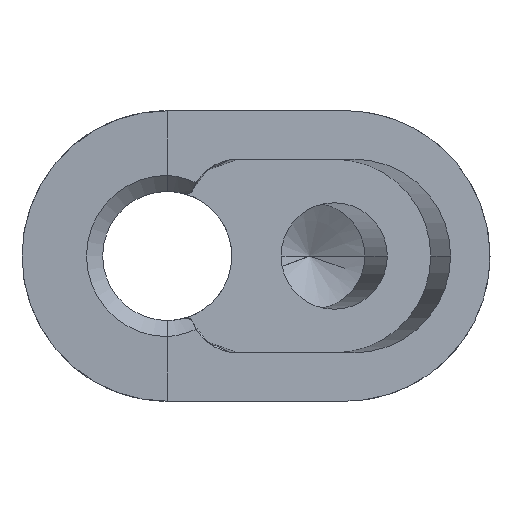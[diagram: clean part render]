
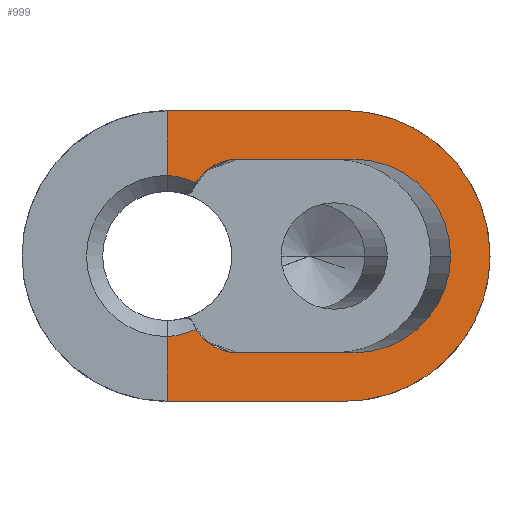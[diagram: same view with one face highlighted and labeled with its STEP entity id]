
A CAD part, left-side view. The second image highlights one B-rep face of the part: STEP entity #999.
In plain terms, the highlighted planar face has unit normal (-0.998, -0.07, 0).
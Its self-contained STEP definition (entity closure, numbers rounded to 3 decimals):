
#6 = VECTOR ( 'NONE', #589, 1000. ) ;
#23 = ORIENTED_EDGE ( 'NONE', *, *, #1131, .F. ) ;
#61 = VECTOR ( 'NONE', #171, 1000. ) ;
#73 = ORIENTED_EDGE ( 'NONE', *, *, #429, .T. ) ;
#99 = AXIS2_PLACEMENT_3D ( 'NONE', #703, #1489, #579 ) ;
#105 = CARTESIAN_POINT ( 'NONE',  ( 0.063, -0.894, -2.268 ) ) ;
#126 = B_SPLINE_CURVE_WITH_KNOTS ( 'NONE', 3,
 ( #1452, #528, #1526, #664, #782, #1010 ),
 .UNSPECIFIED., .F., .F.,
 ( 4, 2, 4 ),
 ( 0., 0.001, 0.002 ),
 .UNSPECIFIED. ) ;
#127 = CARTESIAN_POINT ( 'NONE',  ( 0.085, -1.216, -2.676 ) ) ;
#171 = DIRECTION ( 'NONE',  ( 0., 0., 1. ) ) ;
#173 = EDGE_CURVE ( 'NONE', #1288, #988, #126, .T. ) ;
#207 = CARTESIAN_POINT ( 'NONE',  ( 0.195, -2.793, 3. ) ) ;
#241 = VERTEX_POINT ( 'NONE', #1061 ) ;
#249 = DIRECTION ( 'NONE',  ( -0.998, -0.07, 0. ) ) ;
#261 = CARTESIAN_POINT ( 'NONE',  ( 0.063, -0.894, -2.268 ) ) ;
#265 = CARTESIAN_POINT ( 'NONE',  ( 0., 0., 4.5 ) ) ;
#266 = LINE ( 'NONE', #373, #1559 ) ;
#287 = EDGE_CURVE ( 'NONE', #648, #535, #583, .T. ) ;
#313 = DIRECTION ( 'NONE',  ( 0.07, -0.998, 0. ) ) ;
#353 = DIRECTION ( 'NONE',  ( 0., 0., 1. ) ) ;
#364 = VERTEX_POINT ( 'NONE', #619 ) ;
#373 = CARTESIAN_POINT ( 'NONE',  ( 0.195, -2.793, -3. ) ) ;
#384 = CARTESIAN_POINT ( 'NONE',  ( 0.063, -0.894, -2.268 ) ) ;
#400 = LINE ( 'NONE', #571, #61 ) ;
#403 = CARTESIAN_POINT ( 'NONE',  ( 0., 0., 0. ) ) ;
#411 = CARTESIAN_POINT ( 'NONE',  ( 0.385, -5.5, 4.5 ) ) ;
#413 = VERTEX_POINT ( 'NONE', #265 ) ;
#415 = VECTOR ( 'NONE', #1398, 1000. ) ;
#424 = FACE_OUTER_BOUND ( 'NONE', #1368, .T. ) ;
#426 = CARTESIAN_POINT ( 'NONE',  ( 0., 0., 2.5 ) ) ;
#429 = EDGE_CURVE ( 'NONE', #241, #413, #1334, .T. ) ;
#527 = CIRCLE ( 'NONE', #99, 3. ) ;
#528 = CARTESIAN_POINT ( 'NONE',  ( 0.134, -1.921, 3. ) ) ;
#532 = CARTESIAN_POINT ( 'NONE',  ( 0.112, -1.6, 4.5 ) ) ;
#535 = VERTEX_POINT ( 'NONE', #1468 ) ;
#536 = B_SPLINE_CURVE_WITH_KNOTS ( 'NONE', 3,
 ( #261, #1164, #127, #902, #1669, #1548 ),
 .UNSPECIFIED., .F., .F.,
 ( 4, 2, 4 ),
 ( 0., 0.001, 0.002 ),
 .UNSPECIFIED. ) ;
#556 = CARTESIAN_POINT ( 'NONE',  ( 0.043, -0.612, 2.4 ) ) ;
#571 = CARTESIAN_POINT ( 'NONE',  ( 0., 0., 0. ) ) ;
#579 = DIRECTION ( 'NONE',  ( 0.07, -0.998, 0. ) ) ;
#583 = LINE ( 'NONE', #1470, #1154 ) ;
#589 = DIRECTION ( 'NONE',  ( -0.07, 0.998, 0. ) ) ;
#596 = ORIENTED_EDGE ( 'NONE', *, *, #1647, .F. ) ;
#619 = CARTESIAN_POINT ( 'NONE',  ( 0.152, -2.179, -3. ) ) ;
#628 = CARTESIAN_POINT ( 'NONE',  ( 0.063, -0.894, 2.268 ) ) ;
#638 = CIRCLE ( 'NONE', #733, 3. ) ;
#648 = VERTEX_POINT ( 'NONE', #1222 ) ;
#649 = LINE ( 'NONE', #207, #6 ) ;
#662 = EDGE_CURVE ( 'NONE', #1432, #1417, #1032, .T. ) ;
#663 = CARTESIAN_POINT ( 'NONE',  ( 0.405, -5.786, 3. ) ) ;
#664 = CARTESIAN_POINT ( 'NONE',  ( 0.085, -1.216, 2.676 ) ) ;
#677 = CARTESIAN_POINT ( 'NONE',  ( 0.063, -0.894, 2.268 ) ) ;
#703 = CARTESIAN_POINT ( 'NONE',  ( 0.405, -5.786, 0. ) ) ;
#716 = DIRECTION ( 'NONE',  ( 0.07, -0.998, 0. ) ) ;
#721 = EDGE_CURVE ( 'NONE', #843, #413, #1428, .T. ) ;
#733 = AXIS2_PLACEMENT_3D ( 'NONE', #855, #1625, #716 ) ;
#776 = VECTOR ( 'NONE', #353, 1000. ) ;
#779 = CARTESIAN_POINT ( 'NONE',  ( 0., 0., 0. ) ) ;
#782 = CARTESIAN_POINT ( 'NONE',  ( 0.072, -1.026, 2.49 ) ) ;
#788 = CARTESIAN_POINT ( 'NONE',  ( 0., 0., 2.5 ) ) ;
#800 = ORIENTED_EDGE ( 'NONE', *, *, #173, .F. ) ;
#804 = CARTESIAN_POINT ( 'NONE',  ( 0.385, -5.5, -4.5 ) ) ;
#813 = EDGE_CURVE ( 'NONE', #1525, #1288, #649, .T. ) ;
#824 = DIRECTION ( 'NONE',  ( 0.07, -0.998, 0. ) ) ;
#843 = VERTEX_POINT ( 'NONE', #788 ) ;
#855 = CARTESIAN_POINT ( 'NONE',  ( 0.405, -5.786, 0. ) ) ;
#878 = CARTESIAN_POINT ( 'NONE',  ( 0.022, -0.311, -2.478 ) ) ;
#902 = CARTESIAN_POINT ( 'NONE',  ( 0.116, -1.665, -2.932 ) ) ;
#911 =( BOUNDED_CURVE ( )  B_SPLINE_CURVE ( 3, ( #804, #1448, #1322, #411 ),
 .UNSPECIFIED., .F., .T. ) 
 B_SPLINE_CURVE_WITH_KNOTS ( ( 4, 4 ),
 ( 1.571, 4.712 ),
 .UNSPECIFIED. ) 
 CURVE ( )  GEOMETRIC_REPRESENTATION_ITEM ( )  RATIONAL_B_SPLINE_CURVE ( ( 1., 0.333, 0.333, 1. ) ) 
 REPRESENTATION_ITEM ( '' )  );
#915 = CARTESIAN_POINT ( 'NONE',  ( 0.043, -0.612, -2.4 ) ) ;
#918 = PLANE ( 'NONE',  #1091 ) ;
#934 = ORIENTED_EDGE ( 'NONE', *, *, #287, .T. ) ;
#988 = VERTEX_POINT ( 'NONE', #628 ) ;
#999 = ADVANCED_FACE ( 'NONE', ( #424 ), #918, .T. ) ;
#1010 = CARTESIAN_POINT ( 'NONE',  ( 0.063, -0.894, 2.268 ) ) ;
#1032 =( BOUNDED_CURVE ( )  B_SPLINE_CURVE ( 3, ( #1602, #878, #915, #105 ),
 .UNSPECIFIED., .F., .F. ) 
 B_SPLINE_CURVE_WITH_KNOTS ( ( 4, 4 ),
 ( 1.641, 2.011 ),
 .UNSPECIFIED. ) 
 CURVE ( )  GEOMETRIC_REPRESENTATION_ITEM ( )  RATIONAL_B_SPLINE_CURVE ( ( 1., 0.989, 0.989, 1. ) ) 
 REPRESENTATION_ITEM ( '' )  );
#1039 = CARTESIAN_POINT ( 'NONE',  ( 0.614, -8.779, 0. ) ) ;
#1061 = CARTESIAN_POINT ( 'NONE',  ( 0.385, -5.5, 4.5 ) ) ;
#1091 = AXIS2_PLACEMENT_3D ( 'NONE', #779, #249, #313 ) ;
#1131 = EDGE_CURVE ( 'NONE', #364, #1628, #266, .T. ) ;
#1154 = VECTOR ( 'NONE', #1212, 1000. ) ;
#1164 = CARTESIAN_POINT ( 'NONE',  ( 0.072, -1.026, -2.49 ) ) ;
#1167 = EDGE_CURVE ( 'NONE', #1426, #1525, #527, .T. ) ;
#1212 = DIRECTION ( 'NONE',  ( 0.07, -0.998, 0. ) ) ;
#1214 =( BOUNDED_CURVE ( )  B_SPLINE_CURVE ( 3, ( #677, #556, #1335, #426 ),
 .UNSPECIFIED., .F., .F. ) 
 B_SPLINE_CURVE_WITH_KNOTS ( ( 4, 4 ),
 ( 4.273, 4.642 ),
 .UNSPECIFIED. ) 
 CURVE ( )  GEOMETRIC_REPRESENTATION_ITEM ( )  RATIONAL_B_SPLINE_CURVE ( ( 1., 0.989, 0.989, 1. ) ) 
 REPRESENTATION_ITEM ( '' )  );
#1222 = CARTESIAN_POINT ( 'NONE',  ( 0., 0., -4.5 ) ) ;
#1256 = EDGE_CURVE ( 'NONE', #648, #1432, #400, .T. ) ;
#1261 = EDGE_CURVE ( 'NONE', #988, #843, #1214, .T. ) ;
#1288 = VERTEX_POINT ( 'NONE', #1326 ) ;
#1290 = CARTESIAN_POINT ( 'NONE',  ( 0., 0., -2.5 ) ) ;
#1303 = EDGE_CURVE ( 'NONE', #535, #241, #911, .T. ) ;
#1322 = CARTESIAN_POINT ( 'NONE',  ( 1.014, -14.5, 4.5 ) ) ;
#1326 = CARTESIAN_POINT ( 'NONE',  ( 0.152, -2.179, 3. ) ) ;
#1334 = LINE ( 'NONE', #532, #415 ) ;
#1335 = CARTESIAN_POINT ( 'NONE',  ( 0.022, -0.311, 2.478 ) ) ;
#1368 = EDGE_LOOP ( 'NONE', ( #1419, #1371, #1659, #934, #1601, #73, #1550, #1449, #800, #1671, #1406, #596, #23 ) ) ;
#1371 = ORIENTED_EDGE ( 'NONE', *, *, #662, .F. ) ;
#1387 = CARTESIAN_POINT ( 'NONE',  ( 0.405, -5.786, -3. ) ) ;
#1398 = DIRECTION ( 'NONE',  ( -0.07, 0.998, 0. ) ) ;
#1406 = ORIENTED_EDGE ( 'NONE', *, *, #1167, .F. ) ;
#1417 = VERTEX_POINT ( 'NONE', #384 ) ;
#1419 = ORIENTED_EDGE ( 'NONE', *, *, #1420, .F. ) ;
#1420 = EDGE_CURVE ( 'NONE', #1417, #364, #536, .T. ) ;
#1426 = VERTEX_POINT ( 'NONE', #1039 ) ;
#1428 = LINE ( 'NONE', #403, #776 ) ;
#1432 = VERTEX_POINT ( 'NONE', #1290 ) ;
#1448 = CARTESIAN_POINT ( 'NONE',  ( 1.014, -14.5, -4.5 ) ) ;
#1449 = ORIENTED_EDGE ( 'NONE', *, *, #1261, .F. ) ;
#1452 = CARTESIAN_POINT ( 'NONE',  ( 0.152, -2.179, 3. ) ) ;
#1468 = CARTESIAN_POINT ( 'NONE',  ( 0.385, -5.5, -4.5 ) ) ;
#1470 = CARTESIAN_POINT ( 'NONE',  ( 0.112, -1.6, -4.5 ) ) ;
#1489 = DIRECTION ( 'NONE',  ( -0.998, -0.07, 0. ) ) ;
#1525 = VERTEX_POINT ( 'NONE', #663 ) ;
#1526 = CARTESIAN_POINT ( 'NONE',  ( 0.116, -1.664, 2.932 ) ) ;
#1548 = CARTESIAN_POINT ( 'NONE',  ( 0.152, -2.179, -3. ) ) ;
#1550 = ORIENTED_EDGE ( 'NONE', *, *, #721, .F. ) ;
#1559 = VECTOR ( 'NONE', #824, 1000. ) ;
#1601 = ORIENTED_EDGE ( 'NONE', *, *, #1303, .T. ) ;
#1602 = CARTESIAN_POINT ( 'NONE',  ( 0., 0., -2.5 ) ) ;
#1625 = DIRECTION ( 'NONE',  ( -0.998, -0.07, 0. ) ) ;
#1628 = VERTEX_POINT ( 'NONE', #1387 ) ;
#1647 = EDGE_CURVE ( 'NONE', #1628, #1426, #638, .T. ) ;
#1659 = ORIENTED_EDGE ( 'NONE', *, *, #1256, .F. ) ;
#1669 = CARTESIAN_POINT ( 'NONE',  ( 0.134, -1.921, -3. ) ) ;
#1671 = ORIENTED_EDGE ( 'NONE', *, *, #813, .F. ) ;
